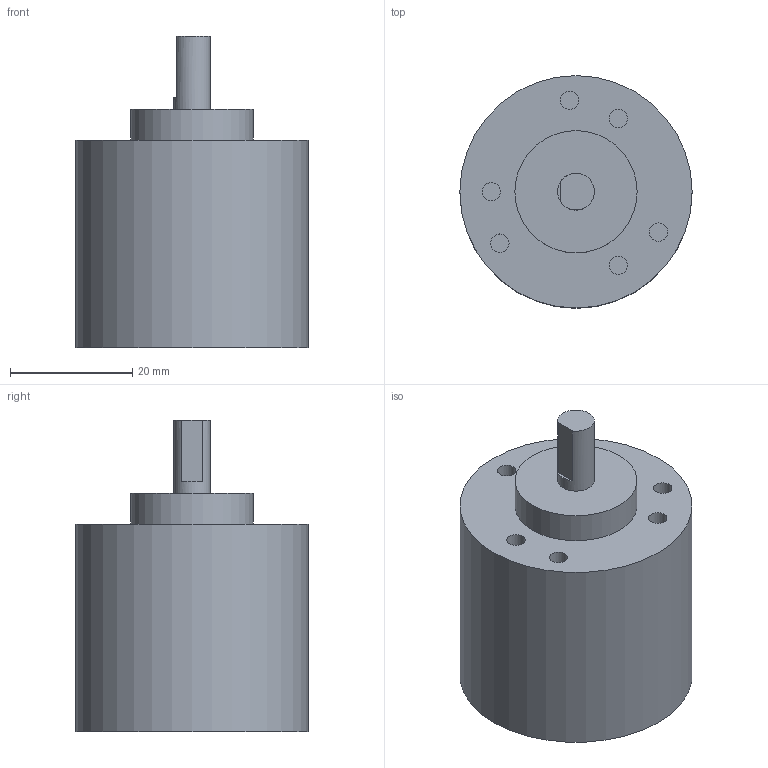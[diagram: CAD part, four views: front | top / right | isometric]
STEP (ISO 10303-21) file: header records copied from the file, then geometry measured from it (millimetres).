
FILE_DESCRIPTION(('STEP AP242'), '1');
FILE_NAME('LPD3806', '', ('UNSPECIFIED'), ('UNSPECIFIED'), 'C3D Converter', 'C3D Toolkit', '');
FILE_SCHEMA(('AP242_MANAGED_MODEL_BASED_3D_ENGINEERING_MIM_LF { 1 0 10303 442 1 1 4 }'));
Length unit declared in the file: millimetre
Bounding box: 38 x 38 x 51 mm (x, y, z)
Volume: 40289.1 mm3; surface area: 7091.7 mm2
Topology: 1 solids, 1 shells, 21 faces, 33 edges, 22 vertices
Faces by surface type: plane 12, cylinder 9
Full cylindrical faces by diameter (mm): 3 x6, 6 x1, 20 x1, 38 x1
Entity records: 530 total; most frequent: DIRECTION 88, CARTESIAN_POINT 68, ORIENTED_EDGE 48, AXIS2_PLACEMENT_3D 42, EDGE_LOOP 38, EDGE_CURVE 24, VERTEX_POINT 22, ADVANCED_FACE 21
